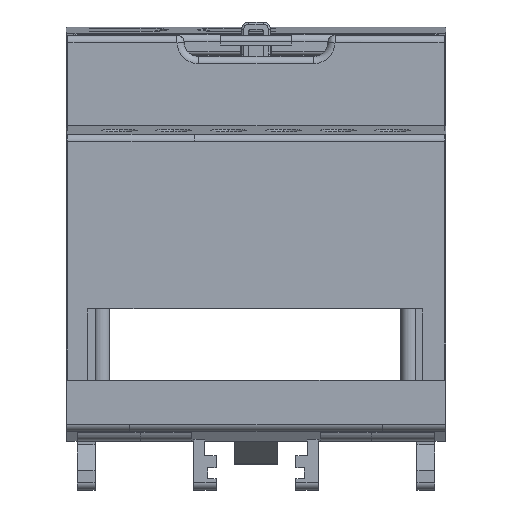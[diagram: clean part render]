
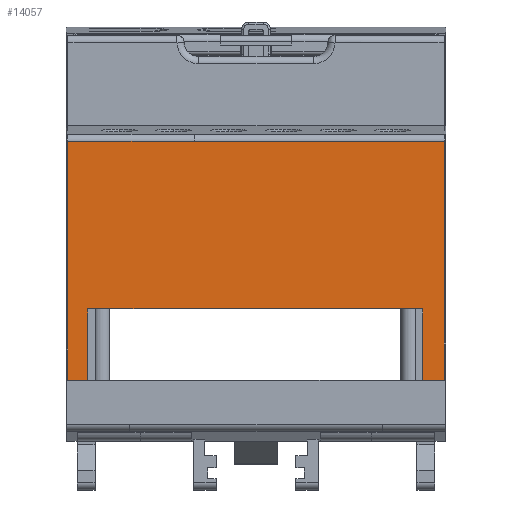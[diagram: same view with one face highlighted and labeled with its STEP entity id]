
A CAD part, left-side view. The second image highlights one B-rep face of the part: STEP entity #14057.
In plain terms, the highlighted planar face has unit normal (-1, 0, 0).
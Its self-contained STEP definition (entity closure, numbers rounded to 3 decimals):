
#12722=CARTESIAN_POINT('Vertex',(0.,14.8,7.)) ;
#12725=CARTESIAN_POINT('Line Origine',(0.,16.2,7.)) ;
#12729=CARTESIAN_POINT('Vertex',(0.,17.6,7.)) ;
#13959=CARTESIAN_POINT('Line Origine',(0.,17.6,9.5)) ;
#13963=CARTESIAN_POINT('Vertex',(0.,17.6,12.)) ;
#13978=CARTESIAN_POINT('Axis2P3D Location',(0.,-35.,40.344)) ;
#13983=CARTESIAN_POINT('Line Origine',(0.,14.8,12.)) ;
#13987=CARTESIAN_POINT('Vertex',(0.,14.8,17.)) ;
#13990=CARTESIAN_POINT('Line Origine',(0.,-8.5,17.)) ;
#13994=CARTESIAN_POINT('Vertex',(0.,-31.8,17.)) ;
#13997=CARTESIAN_POINT('Line Origine',(0.,-31.8,12.)) ;
#14001=CARTESIAN_POINT('Vertex',(0.,-31.8,7.)) ;
#14004=CARTESIAN_POINT('Line Origine',(0.,-33.3,7.)) ;
#14008=CARTESIAN_POINT('Vertex',(0.,-34.8,7.)) ;
#14011=CARTESIAN_POINT('Line Origine',(0.,-34.8,10.2)) ;
#14015=CARTESIAN_POINT('Vertex',(0.,-34.8,13.4)) ;
#14018=CARTESIAN_POINT('Line Origine',(0.,-34.8,26.872)) ;
#14022=CARTESIAN_POINT('Vertex',(0.,-34.8,40.344)) ;
#14025=CARTESIAN_POINT('Line Origine',(0.,-17.4,40.344)) ;
#14029=CARTESIAN_POINT('Vertex',(0.,0.,40.344)) ;
#14032=CARTESIAN_POINT('Line Origine',(0.,8.8,40.344)) ;
#14036=CARTESIAN_POINT('Vertex',(0.,17.6,40.344)) ;
#14039=CARTESIAN_POINT('Line Origine',(0.,17.6,26.172)) ;
#12726=DIRECTION('Vector Direction',(0.,-1.,0.)) ;
#13960=DIRECTION('Vector Direction',(0.,0.,1.)) ;
#13979=DIRECTION('Axis2P3D Direction',(1.,0.,0.)) ;
#13980=DIRECTION('Axis2P3D XDirection',(0.,-1.,0.)) ;
#13984=DIRECTION('Vector Direction',(0.,0.,-1.)) ;
#13991=DIRECTION('Vector Direction',(0.,-1.,0.)) ;
#13998=DIRECTION('Vector Direction',(0.,0.,1.)) ;
#14005=DIRECTION('Vector Direction',(0.,-1.,0.)) ;
#14012=DIRECTION('Vector Direction',(0.,0.,-1.)) ;
#14019=DIRECTION('Vector Direction',(0.,0.,1.)) ;
#14026=DIRECTION('Vector Direction',(0.,1.,0.)) ;
#14033=DIRECTION('Vector Direction',(0.,1.,0.)) ;
#14040=DIRECTION('Vector Direction',(0.,0.,1.)) ;
#13981=AXIS2_PLACEMENT_3D('Plane Axis2P3D',#13978,#13979,#13980) ;
#14045=ORIENTED_EDGE('',*,*,#13989,.F.) ;
#14046=ORIENTED_EDGE('',*,*,#13996,.F.) ;
#14047=ORIENTED_EDGE('',*,*,#14003,.F.) ;
#14048=ORIENTED_EDGE('',*,*,#14010,.T.) ;
#14049=ORIENTED_EDGE('',*,*,#14017,.F.) ;
#14050=ORIENTED_EDGE('',*,*,#14024,.T.) ;
#14051=ORIENTED_EDGE('',*,*,#14031,.T.) ;
#14052=ORIENTED_EDGE('',*,*,#14038,.T.) ;
#14053=ORIENTED_EDGE('',*,*,#14043,.F.) ;
#14054=ORIENTED_EDGE('',*,*,#13965,.T.) ;
#14055=ORIENTED_EDGE('',*,*,#12731,.T.) ;
#12727=VECTOR('Line Direction',#12726,1.) ;
#13961=VECTOR('Line Direction',#13960,1.) ;
#13985=VECTOR('Line Direction',#13984,1.) ;
#13992=VECTOR('Line Direction',#13991,1.) ;
#13999=VECTOR('Line Direction',#13998,1.) ;
#14006=VECTOR('Line Direction',#14005,1.) ;
#14013=VECTOR('Line Direction',#14012,1.) ;
#14020=VECTOR('Line Direction',#14019,1.) ;
#14027=VECTOR('Line Direction',#14026,1.) ;
#14034=VECTOR('Line Direction',#14033,1.) ;
#14041=VECTOR('Line Direction',#14040,1.) ;
#14057=ADVANCED_FACE('PartBody',(#14056),#13982,.F.) ;
#12731=EDGE_CURVE('',#12730,#12723,#12728,.T.) ;
#13965=EDGE_CURVE('',#13964,#12730,#13962,.F.) ;
#13989=EDGE_CURVE('',#13988,#12723,#13986,.T.) ;
#13996=EDGE_CURVE('',#13995,#13988,#13993,.F.) ;
#14003=EDGE_CURVE('',#14002,#13995,#14000,.T.) ;
#14010=EDGE_CURVE('',#14002,#14009,#14007,.T.) ;
#14017=EDGE_CURVE('',#14016,#14009,#14014,.T.) ;
#14024=EDGE_CURVE('',#14016,#14023,#14021,.T.) ;
#14031=EDGE_CURVE('',#14023,#14030,#14028,.T.) ;
#14038=EDGE_CURVE('',#14030,#14037,#14035,.T.) ;
#14043=EDGE_CURVE('',#13964,#14037,#14042,.T.) ;
#14044=EDGE_LOOP('',(#14045,#14046,#14047,#14048,#14049,#14050,#14051,#14052,#14053,#14054,#14055)) ;
#14056=FACE_OUTER_BOUND('',#14044,.T.) ;
#12728=LINE('Line',#12725,#12727) ;
#13962=LINE('Line',#13959,#13961) ;
#13986=LINE('Line',#13983,#13985) ;
#13993=LINE('Line',#13990,#13992) ;
#14000=LINE('Line',#13997,#13999) ;
#14007=LINE('Line',#14004,#14006) ;
#14014=LINE('Line',#14011,#14013) ;
#14021=LINE('Line',#14018,#14020) ;
#14028=LINE('Line',#14025,#14027) ;
#14035=LINE('Line',#14032,#14034) ;
#14042=LINE('Line',#14039,#14041) ;
#13982=PLANE('',#13981) ;
#12723=VERTEX_POINT('',#12722) ;
#12730=VERTEX_POINT('',#12729) ;
#13964=VERTEX_POINT('',#13963) ;
#13988=VERTEX_POINT('',#13987) ;
#13995=VERTEX_POINT('',#13994) ;
#14002=VERTEX_POINT('',#14001) ;
#14009=VERTEX_POINT('',#14008) ;
#14016=VERTEX_POINT('',#14015) ;
#14023=VERTEX_POINT('',#14022) ;
#14030=VERTEX_POINT('',#14029) ;
#14037=VERTEX_POINT('',#14036) ;
